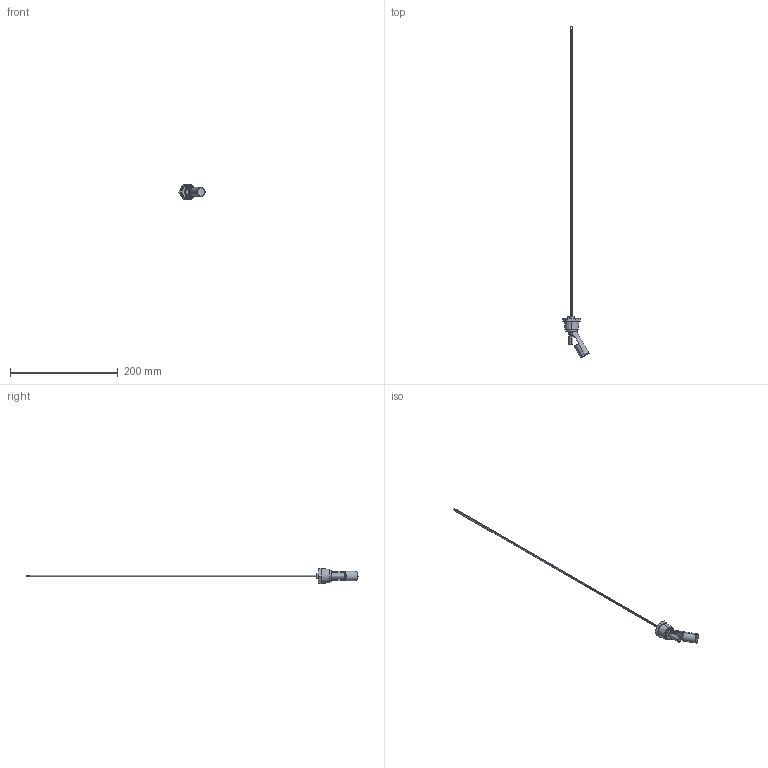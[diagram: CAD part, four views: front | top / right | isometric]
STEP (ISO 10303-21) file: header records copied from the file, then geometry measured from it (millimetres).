
FILE_DESCRIPTION (( 'STEP AP214' ), '1' );
FILE_NAME ('P530AH-100.STEP', '2020-02-03T12:15:43', ( '' ), ( '' ), 'SwSTEP 2.0', 'SolidWorks 2019', '' );
FILE_SCHEMA (( 'AUTOMOTIVE_DESIGN' ));
Length unit declared in the file: millimetre
Products named in the file (1): P530AH-100
Bounding box: 48.65 x 616.27 x 28 mm (x, y, z)
Surface area: 14949.4 mm2 (no closed solid volume)
Topology: 0 solids, 13 shells, 117 faces, 658 edges, 538 vertices
Faces by surface type: cylinder 55, plane 37, cone 12, torus 10, bspline 3
Entity records: 9606 total; most frequent: CARTESIAN_POINT 3412, DIRECTION 995, ORIENTED_EDGE 903, EDGE_CURVE 658, VERTEX_POINT 538, AXIS2_PLACEMENT_3D 363, VECTOR 269, LINE 269
